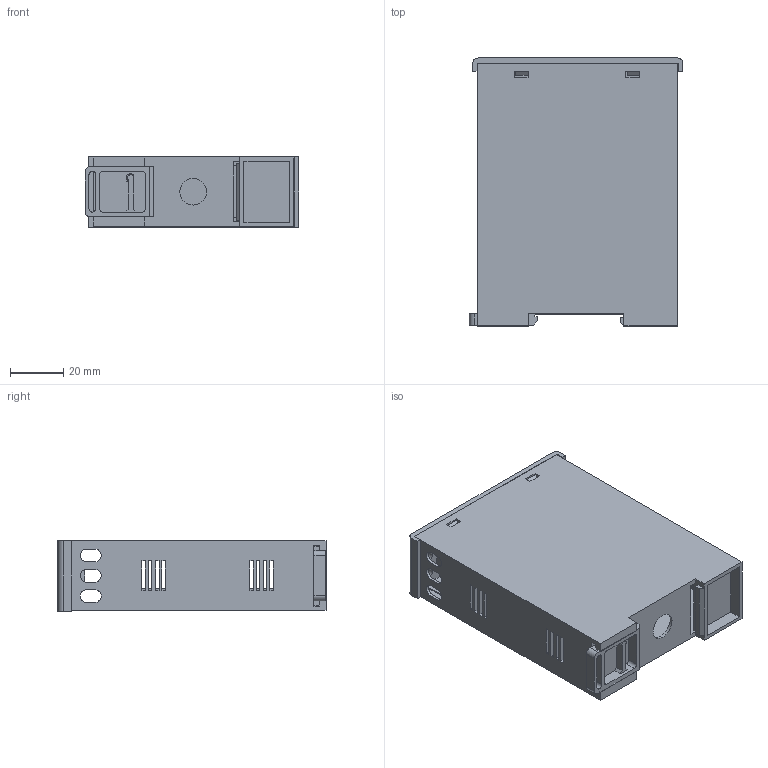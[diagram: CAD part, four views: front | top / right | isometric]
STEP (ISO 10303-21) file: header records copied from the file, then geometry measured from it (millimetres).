
FILE_DESCRIPTION (( 'STEP AP214' ), '1' );
FILE_NAME ('NA10_type_B.STEP', '2022-02-25T11:23:56', ( '' ), ( '' ), 'SwSTEP 2.0', 'SolidWorks 2021', '' );
FILE_SCHEMA (( 'AUTOMOTIVE_DESIGN' ));
Length unit declared in the file: millimetre
Products named in the file (4): NA10_type_B; 1NA102000000; 1NA1040000000; 1NA10100000
Assembly tree (3 placements, depth 2):
  NA10_type_B
    1NA10100000
    1NA102000000
    1NA1040000000
Bounding box: 79.9 x 100.3 x 26.2 mm (x, y, z)
Volume: 38377.9 mm3; surface area: 49693.9 mm2
Topology: 3 solids, 3 shells, 331 faces, 975 edges, 638 vertices
Faces by surface type: plane 280, cylinder 51
Entity records: 11163 total; most frequent: ORIENTED_EDGE 1950, CARTESIAN_POINT 1950, DIRECTION 1753, EDGE_CURVE 975, VECTOR 871, LINE 871, VERTEX_POINT 638, AXIS2_PLACEMENT_3D 441
